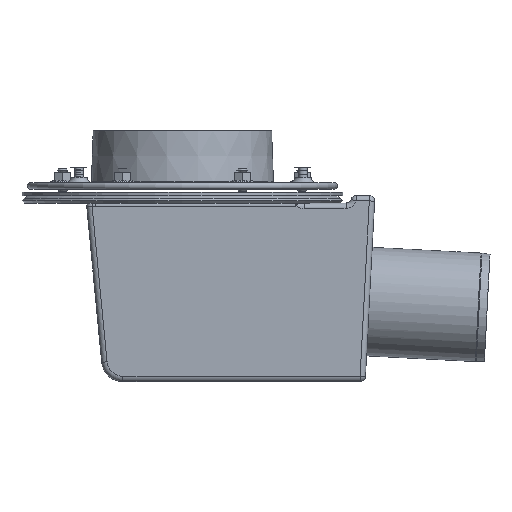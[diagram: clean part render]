
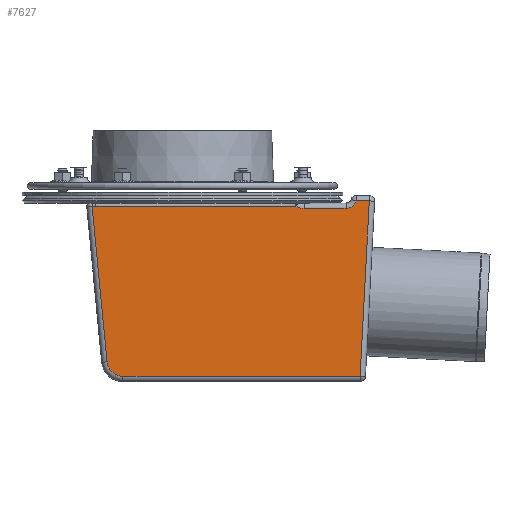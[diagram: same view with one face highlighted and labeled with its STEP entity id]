
A CAD part, front view. The second image highlights one B-rep face of the part: STEP entity #7627.
In plain terms, the highlighted planar face has unit normal (0, -1, 0).
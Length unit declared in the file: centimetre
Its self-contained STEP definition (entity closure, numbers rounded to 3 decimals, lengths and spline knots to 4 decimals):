
#160=B_SPLINE_CURVE_WITH_KNOTS('',3,(#13532,#13533,#13534,#13535,#13536),
 .UNSPECIFIED.,.F.,.F.,(4,1,4),(0.,3.4007,7.9349),
 .UNSPECIFIED.);
#569=PLANE('',#8564);
#1001=FACE_OUTER_BOUND('',#1589,.T.);
#1589=EDGE_LOOP('',(#6382,#6383,#6384,#6385,#6386,#6387,#6388,#6389,#6390,
#6391,#6392,#6393,#6394,#6395,#6396));
#1997=LINE('',#13483,#2410);
#1998=LINE('',#13487,#2411);
#1999=LINE('',#13498,#2412);
#2000=LINE('',#13500,#2413);
#2007=LINE('',#13518,#2420);
#2008=LINE('',#13522,#2421);
#2009=LINE('',#13524,#2422);
#2010=LINE('',#13526,#2423);
#2011=LINE('',#13530,#2424);
#2012=LINE('',#13537,#2425);
#2013=LINE('',#13539,#2426);
#2014=LINE('',#13540,#2427);
#2410=VECTOR('',#10652,1.);
#2411=VECTOR('',#10657,1.);
#2412=VECTOR('',#10660,1.);
#2413=VECTOR('',#10661,1.);
#2420=VECTOR('',#10678,1.);
#2421=VECTOR('',#10681,1.);
#2422=VECTOR('',#10682,1.);
#2423=VECTOR('',#10683,1.);
#2424=VECTOR('',#10686,1.);
#2425=VECTOR('',#10687,1.);
#2426=VECTOR('',#10688,1.);
#2427=VECTOR('',#10689,1.);
#2936=CIRCLE('',#8565,15.);
#2937=CIRCLE('',#8566,10.);
#3500=VERTEX_POINT('',#13479);
#3501=VERTEX_POINT('',#13481);
#3502=VERTEX_POINT('',#13485);
#3503=VERTEX_POINT('',#13494);
#3505=VERTEX_POINT('',#13497);
#3506=VERTEX_POINT('',#13499);
#3512=VERTEX_POINT('',#13517);
#3513=VERTEX_POINT('',#13519);
#3514=VERTEX_POINT('',#13521);
#3515=VERTEX_POINT('',#13523);
#3516=VERTEX_POINT('',#13525);
#3517=VERTEX_POINT('',#13527);
#3518=VERTEX_POINT('',#13529);
#3519=VERTEX_POINT('',#13531);
#3520=VERTEX_POINT('',#13538);
#4481=EDGE_CURVE('',#3501,#3500,#1997,.T.);
#4483=EDGE_CURVE('',#3502,#3501,#1998,.T.);
#4485=EDGE_CURVE('',#3505,#3503,#1999,.T.);
#4486=EDGE_CURVE('',#3506,#3505,#2000,.T.);
#4495=EDGE_CURVE('',#3512,#3502,#2007,.T.);
#4496=EDGE_CURVE('',#3513,#3512,#2936,.T.);
#4497=EDGE_CURVE('',#3514,#3513,#2008,.T.);
#4498=EDGE_CURVE('',#3515,#3514,#2009,.T.);
#4499=EDGE_CURVE('',#3516,#3515,#2010,.T.);
#4500=EDGE_CURVE('',#3517,#3516,#2937,.T.);
#4501=EDGE_CURVE('',#3518,#3517,#2011,.T.);
#4502=EDGE_CURVE('',#3519,#3518,#160,.T.);
#4503=EDGE_CURVE('',#3506,#3519,#2012,.T.);
#4504=EDGE_CURVE('',#3520,#3503,#2013,.T.);
#4505=EDGE_CURVE('',#3500,#3520,#2014,.T.);
#6382=ORIENTED_EDGE('',*,*,#4495,.F.);
#6383=ORIENTED_EDGE('',*,*,#4496,.F.);
#6384=ORIENTED_EDGE('',*,*,#4497,.F.);
#6385=ORIENTED_EDGE('',*,*,#4498,.F.);
#6386=ORIENTED_EDGE('',*,*,#4499,.F.);
#6387=ORIENTED_EDGE('',*,*,#4500,.F.);
#6388=ORIENTED_EDGE('',*,*,#4501,.F.);
#6389=ORIENTED_EDGE('',*,*,#4502,.F.);
#6390=ORIENTED_EDGE('',*,*,#4503,.F.);
#6391=ORIENTED_EDGE('',*,*,#4486,.T.);
#6392=ORIENTED_EDGE('',*,*,#4485,.T.);
#6393=ORIENTED_EDGE('',*,*,#4504,.F.);
#6394=ORIENTED_EDGE('',*,*,#4505,.F.);
#6395=ORIENTED_EDGE('',*,*,#4481,.F.);
#6396=ORIENTED_EDGE('',*,*,#4483,.F.);
#7627=ADVANCED_FACE('',(#1001),#569,.T.);
#8564=AXIS2_PLACEMENT_3D('',#13516,#10676,#10677);
#8565=AXIS2_PLACEMENT_3D('',#13520,#10679,#10680);
#8566=AXIS2_PLACEMENT_3D('',#13528,#10684,#10685);
#10652=DIRECTION('',(-0.052,0.,0.999));
#10657=DIRECTION('',(-0.999,0.,-0.052));
#10660=DIRECTION('',(-0.096,0.,0.995));
#10661=DIRECTION('',(-0.999,0.,-0.052));
#10676=DIRECTION('center_axis',(0.,-1.,0.));
#10677=DIRECTION('ref_axis',(1.,0.,0.));
#10678=DIRECTION('',(-0.096,0.,0.995));
#10679=DIRECTION('center_axis',(0.,1.,0.));
#10680=DIRECTION('ref_axis',(0.901,0.,0.434));
#10681=DIRECTION('',(-1.,0.,0.));
#10682=DIRECTION('',(-0.052,0.,-0.999));
#10683=DIRECTION('',(1.,0.,0.));
#10684=DIRECTION('center_axis',(0.,-1.,0.));
#10685=DIRECTION('ref_axis',(0.592,0.,-0.806));
#10686=DIRECTION('',(1.,0.,0.));
#10687=DIRECTION('',(1.,0.,0.));
#10688=DIRECTION('',(1.,0.,0.));
#10689=DIRECTION('',(-0.096,0.,0.995));
#13479=CARTESIAN_POINT('',(-84.4376,-90.,79.3995));
#13481=CARTESIAN_POINT('',(-84.3968,-90.,78.6216));
#13483=CARTESIAN_POINT('',(-84.3968,-90.,78.6216));
#13485=CARTESIAN_POINT('',(-84.3628,-90.,78.6234));
#13487=CARTESIAN_POINT('',(-81.4009,-90.,78.7786));
#13494=CARTESIAN_POINT('',(-81.5186,-90.,80.0004));
#13497=CARTESIAN_POINT('',(-81.5183,-90.,79.9976));
#13498=CARTESIAN_POINT('',(-65.7272,-90.,-83.9996));
#13499=CARTESIAN_POINT('',(-81.4649,-90.,80.0004));
#13500=CARTESIAN_POINT('',(-81.4649,-90.,80.0004));
#13516=CARTESIAN_POINT('Origin',(46.4663,-90.,3.3735));
#13517=CARTESIAN_POINT('',(-70.4914,-90.,-65.4373));
#13518=CARTESIAN_POINT('',(-80.5024,-90.,38.5314));
#13519=CARTESIAN_POINT('',(-55.5604,-90.,-78.9996));
#13520=CARTESIAN_POINT('Origin',(-55.5604,-90.,-63.9996));
#13521=CARTESIAN_POINT('',(166.1362,-90.,-78.9996));
#13522=CARTESIAN_POINT('',(-55.881,-90.,-78.9996));
#13523=CARTESIAN_POINT('',(174.7311,-90.,85.0004));
#13524=CARTESIAN_POINT('',(168.0008,-90.,-43.4222));
#13525=CARTESIAN_POINT('',(162.5394,-90.,85.0004));
#13526=CARTESIAN_POINT('',(113.2331,-90.,85.0004));
#13527=CARTESIAN_POINT('',(153.,-90.,78.0004));
#13528=CARTESIAN_POINT('Origin',(153.,-90.,88.0004));
#13529=CARTESIAN_POINT('',(113.7497,-90.,78.0004));
#13530=CARTESIAN_POINT('',(23.2331,-90.,78.0004));
#13531=CARTESIAN_POINT('',(106.165,-90.,80.0004));
#13532=CARTESIAN_POINT('Ctrl Pts',(106.165,-90.,80.0004));
#13533=CARTESIAN_POINT('Ctrl Pts',(107.1432,-90.,79.4277));
#13534=CARTESIAN_POINT('Ctrl Pts',(109.5928,-90.,78.383));
#13535=CARTESIAN_POINT('Ctrl Pts',(112.2383,-90.,78.0004));
#13536=CARTESIAN_POINT('Ctrl Pts',(113.7497,-90.,78.0004));
#13537=CARTESIAN_POINT('',(102.2331,-90.,80.0004));
#13538=CARTESIAN_POINT('',(-84.4954,-90.,80.0004));
#13539=CARTESIAN_POINT('',(-17.7669,-90.,80.0004));
#13540=CARTESIAN_POINT('',(-80.5024,-90.,38.5314));
